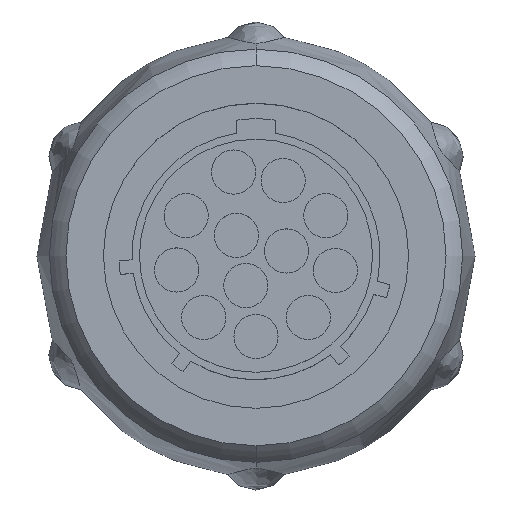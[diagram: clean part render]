
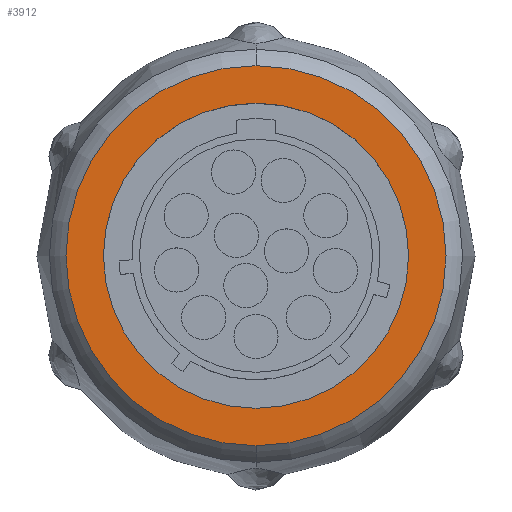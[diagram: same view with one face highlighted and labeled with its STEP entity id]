
A CAD part, top view. The second image highlights one B-rep face of the part: STEP entity #3912.
In plain terms, the highlighted planar face has unit normal (0, 0, 1).
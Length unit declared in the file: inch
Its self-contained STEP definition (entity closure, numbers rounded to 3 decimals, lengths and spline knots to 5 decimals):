
#1315=CARTESIAN_POINT('',(0.,0.,0.94488));
#1316=DIRECTION('',(0.,0.,1.));
#1317=DIRECTION('',(0.,1.,0.));
#1318=AXIS2_PLACEMENT_3D('',#1315,#1316,#1317);
#1320=CARTESIAN_POINT('',(0.,0.,0.94488));
#1321=DIRECTION('',(0.,0.,-1.));
#1322=DIRECTION('',(0.,1.,0.));
#1323=AXIS2_PLACEMENT_3D('',#1320,#1321,#1322);
#1325=CARTESIAN_POINT('',(0.,0.,0.94488));
#1326=DIRECTION('',(0.,0.,-1.));
#1327=DIRECTION('',(0.,1.,0.));
#1328=AXIS2_PLACEMENT_3D('',#1325,#1326,#1327);
#1338=CARTESIAN_POINT('',(0.,0.,0.94488));
#1339=DIRECTION('',(0.,0.,1.));
#1340=DIRECTION('',(0.,1.,0.));
#1341=AXIS2_PLACEMENT_3D('',#1338,#1339,#1340);
#2892=CARTESIAN_POINT('',(0.,0.55145,0.94488));
#2894=VERTEX_POINT('',#2892);
#2895=CARTESIAN_POINT('',(0.,0.44272,0.94488));
#2897=VERTEX_POINT('',#2895);
#2908=CARTESIAN_POINT('',(0.,-0.55145,0.94488));
#2910=VERTEX_POINT('',#2908);
#2911=CARTESIAN_POINT('',(0.,-0.44272,0.94488));
#2913=VERTEX_POINT('',#2911);
#3897=CARTESIAN_POINT('',(0.,0.,0.94488));
#3898=DIRECTION('',(0.,0.,-1.));
#3899=DIRECTION('',(0.,-1.,0.));
#3900=AXIS2_PLACEMENT_3D('',#3897,#3898,#3899);
#3901=PLANE('',#3900);
#3902=ORIENTED_EDGE('',*,*,#3890,.F.);
#3903=ORIENTED_EDGE('',*,*,#3879,.T.);
#3904=EDGE_LOOP('',(#3902,#3903));
#3905=FACE_OUTER_BOUND('',#3904,.F.);
#3907=ORIENTED_EDGE('',*,*,#3906,.F.);
#3909=ORIENTED_EDGE('',*,*,#3908,.T.);
#3910=EDGE_LOOP('',(#3907,#3909));
#3911=FACE_BOUND('',#3910,.F.);
#3912=ADVANCED_FACE('',(#3905,#3911),#3901,.F.);
#1319=CIRCLE('',#1318,0.55145);
#1324=CIRCLE('',#1323,0.55145);
#1329=CIRCLE('',#1328,0.44272);
#1342=CIRCLE('',#1341,0.44272);
#3879=EDGE_CURVE('',#2894,#2910,#1324,.T.);
#3890=EDGE_CURVE('',#2894,#2910,#1319,.T.);
#3906=EDGE_CURVE('',#2897,#2913,#1329,.T.);
#3908=EDGE_CURVE('',#2897,#2913,#1342,.T.);
